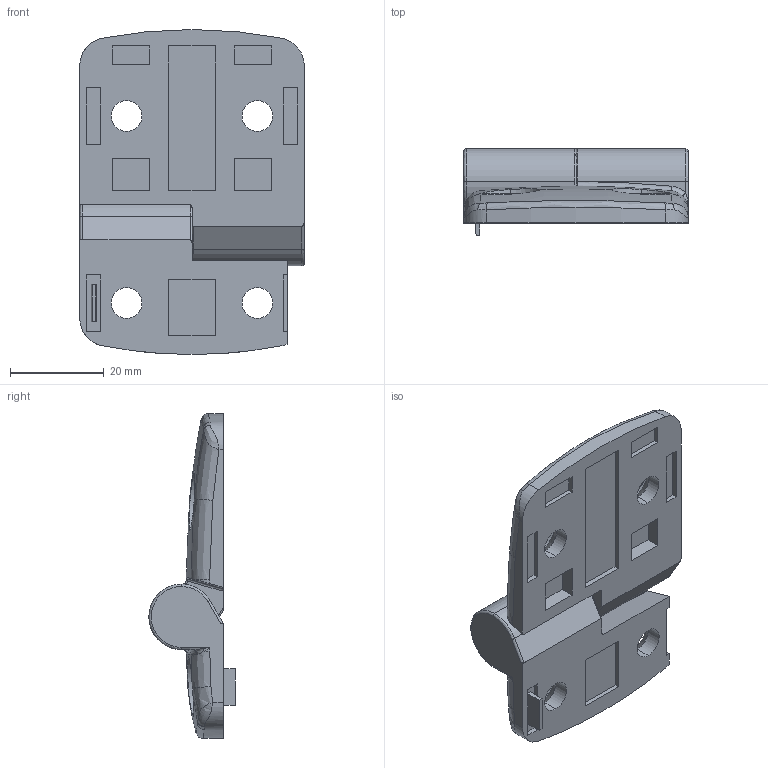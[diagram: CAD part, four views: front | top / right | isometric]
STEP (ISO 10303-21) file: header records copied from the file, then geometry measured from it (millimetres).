
FILE_DESCRIPTION (( 'STEP AP214' ), '1' );
FILE_NAME ('095k2545L00.STEP', '2014-08-25T10:24:16', ( '' ), ( '' ), 'SwSTEP 2.0', 'SolidWorks 2014', '' );
FILE_SCHEMA (( 'AUTOMOTIVE_DESIGN' ));
Length unit declared in the file: millimetre
Products named in the file (1): 095k2545L00
Bounding box: 48 x 18.45 x 69.5 mm (x, y, z)
Volume: 21002.1 mm3; surface area: 10479.3 mm2
Topology: 2 solids, 2 shells, 171 faces, 431 edges, 267 vertices
Faces by surface type: plane 70, bspline 47, cylinder 45, cone 9
Entity records: 9296 total; most frequent: CARTESIAN_POINT 3693, ORIENTED_EDGE 852, DIRECTION 626, EDGE_CURVE 426, VERTEX_POINT 267, LINE 210, VECTOR 210, AXIS2_PLACEMENT_3D 208
